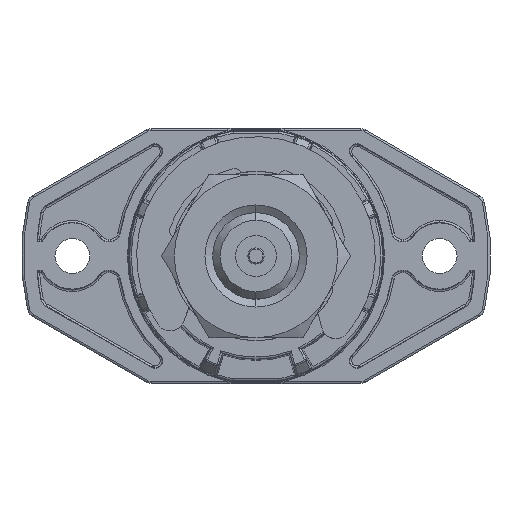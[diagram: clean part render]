
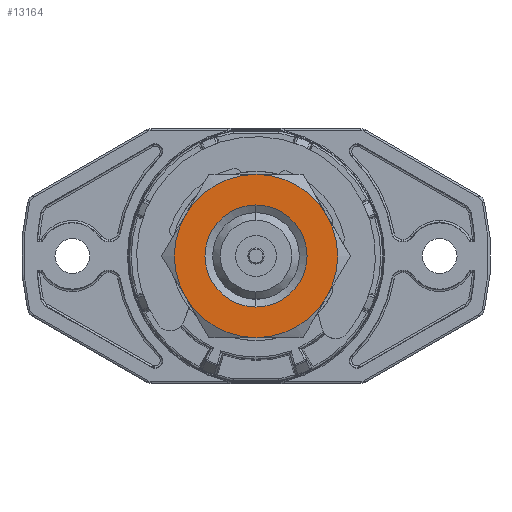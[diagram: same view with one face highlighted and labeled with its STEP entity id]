
A CAD part, front view. The second image highlights one B-rep face of the part: STEP entity #13164.
In plain terms, the highlighted planar face has unit normal (0, -1, 0).
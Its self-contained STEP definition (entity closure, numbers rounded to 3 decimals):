
#1369 = EDGE_CURVE ( 'NONE', #93080, #28283, #7216, .T. ) ;
#2606 = CIRCLE ( 'NONE', #56185, 5. ) ;
#2737 = FACE_OUTER_BOUND ( 'NONE', #92320, .T. ) ;
#3885 = AXIS2_PLACEMENT_3D ( 'NONE', #97590, #96063, #42069 ) ;
#7146 = AXIS2_PLACEMENT_3D ( 'NONE', #85202, #13408, #47967 ) ;
#7216 = CIRCLE ( 'NONE', #7146, 8. ) ;
#8117 = DIRECTION ( 'NONE',  ( 0., 0., 1. ) ) ;
#8664 = ORIENTED_EDGE ( 'NONE', *, *, #28104, .T. ) ;
#9699 = DIRECTION ( 'NONE',  ( 0., 1., 0. ) ) ;
#13164 = ADVANCED_FACE ( 'NONE', ( #76606, #2737 ), #50414, .T. ) ;
#13408 = DIRECTION ( 'NONE',  ( 0., 1., 0. ) ) ;
#17358 = AXIS2_PLACEMENT_3D ( 'NONE', #103433, #31649, #95049 ) ;
#18185 = VERTEX_POINT ( 'NONE', #67696 ) ;
#19998 = ORIENTED_EDGE ( 'NONE', *, *, #37906, .F. ) ;
#20470 = DIRECTION ( 'NONE',  ( 0., 0., 1. ) ) ;
#21475 = EDGE_CURVE ( 'NONE', #50776, #54582, #76170, .T. ) ;
#23210 = DIRECTION ( 'NONE',  ( 0., 0., 1. ) ) ;
#25512 = CARTESIAN_POINT ( 'NONE',  ( -6.928, -16., 4. ) ) ;
#26067 = DIRECTION ( 'NONE',  ( 0., 0., 1. ) ) ;
#28104 = EDGE_CURVE ( 'NONE', #85076, #57073, #49357, .T. ) ;
#28283 = VERTEX_POINT ( 'NONE', #75864 ) ;
#31649 = DIRECTION ( 'NONE',  ( 0., 1., 0. ) ) ;
#32598 = CARTESIAN_POINT ( 'NONE',  ( 0., -16., 0. ) ) ;
#34312 = AXIS2_PLACEMENT_3D ( 'NONE', #98219, #9699, #82018 ) ;
#34531 = EDGE_LOOP ( 'NONE', ( #8664, #84145 ) ) ;
#34701 = CARTESIAN_POINT ( 'NONE',  ( -9.238, -16., 0. ) ) ;
#35218 = ORIENTED_EDGE ( 'NONE', *, *, #21475, .F. ) ;
#37316 = CIRCLE ( 'NONE', #3885, 8. ) ;
#37323 = CIRCLE ( 'NONE', #17358, 8. ) ;
#37906 = EDGE_CURVE ( 'NONE', #28283, #18185, #37323, .T. ) ;
#39034 = DIRECTION ( 'NONE',  ( 0., 1., 0. ) ) ;
#40219 = VERTEX_POINT ( 'NONE', #96937 ) ;
#41763 = DIRECTION ( 'NONE',  ( 0., 1., 0. ) ) ;
#42069 = DIRECTION ( 'NONE',  ( 0., 0., -1. ) ) ;
#46404 = EDGE_CURVE ( 'NONE', #40219, #93080, #85940, .T. ) ;
#46894 = CARTESIAN_POINT ( 'NONE',  ( 0., -16., 0. ) ) ;
#47967 = DIRECTION ( 'NONE',  ( 0., 0., 1. ) ) ;
#49102 = CARTESIAN_POINT ( 'NONE',  ( 0., -16., 0. ) ) ;
#49357 = CIRCLE ( 'NONE', #34312, 5. ) ;
#50414 = PLANE ( 'NONE',  #73438 ) ;
#50776 = VERTEX_POINT ( 'NONE', #73929 ) ;
#53655 = EDGE_CURVE ( 'NONE', #57073, #85076, #2606, .T. ) ;
#54582 = VERTEX_POINT ( 'NONE', #25512 ) ;
#56185 = AXIS2_PLACEMENT_3D ( 'NONE', #32598, #62494, #23210 ) ;
#57073 = VERTEX_POINT ( 'NONE', #95312 ) ;
#60289 = DIRECTION ( 'NONE',  ( 0., 1., 0. ) ) ;
#62494 = DIRECTION ( 'NONE',  ( 0., 1., 0. ) ) ;
#66660 = DIRECTION ( 'NONE',  ( 0., -1., 0. ) ) ;
#67182 = AXIS2_PLACEMENT_3D ( 'NONE', #76030, #60289, #20470 ) ;
#67696 = CARTESIAN_POINT ( 'NONE',  ( 0., -16., -8. ) ) ;
#68617 = CARTESIAN_POINT ( 'NONE',  ( 0., -16., -5. ) ) ;
#68974 = EDGE_CURVE ( 'NONE', #54582, #40219, #99016, .T. ) ;
#69393 = CARTESIAN_POINT ( 'NONE',  ( 6.928, -16., 4. ) ) ;
#70699 = EDGE_CURVE ( 'NONE', #18185, #50776, #37316, .T. ) ;
#73438 = AXIS2_PLACEMENT_3D ( 'NONE', #34701, #66660, #102219 ) ;
#73929 = CARTESIAN_POINT ( 'NONE',  ( -6.928, -16., -4. ) ) ;
#75864 = CARTESIAN_POINT ( 'NONE',  ( 6.928, -16., -4. ) ) ;
#76030 = CARTESIAN_POINT ( 'NONE',  ( 0., -16., 0. ) ) ;
#76170 = CIRCLE ( 'NONE', #94535, 8. ) ;
#76606 = FACE_BOUND ( 'NONE', #34531, .T. ) ;
#79618 = ORIENTED_EDGE ( 'NONE', *, *, #1369, .F. ) ;
#82018 = DIRECTION ( 'NONE',  ( 0., 0., 1. ) ) ;
#83737 = ORIENTED_EDGE ( 'NONE', *, *, #46404, .F. ) ;
#83945 = ORIENTED_EDGE ( 'NONE', *, *, #70699, .F. ) ;
#84145 = ORIENTED_EDGE ( 'NONE', *, *, #53655, .T. ) ;
#85076 = VERTEX_POINT ( 'NONE', #68617 ) ;
#85147 = ORIENTED_EDGE ( 'NONE', *, *, #68974, .F. ) ;
#85202 = CARTESIAN_POINT ( 'NONE',  ( 0., -16., 0. ) ) ;
#85940 = CIRCLE ( 'NONE', #89220, 8. ) ;
#89220 = AXIS2_PLACEMENT_3D ( 'NONE', #46894, #39034, #8117 ) ;
#92320 = EDGE_LOOP ( 'NONE', ( #83737, #85147, #35218, #83945, #19998, #79618 ) ) ;
#93080 = VERTEX_POINT ( 'NONE', #69393 ) ;
#94535 = AXIS2_PLACEMENT_3D ( 'NONE', #49102, #41763, #26067 ) ;
#95049 = DIRECTION ( 'NONE',  ( 0., 0., 1. ) ) ;
#95312 = CARTESIAN_POINT ( 'NONE',  ( 0., -16., 5. ) ) ;
#96063 = DIRECTION ( 'NONE',  ( 0., 1., 0. ) ) ;
#96937 = CARTESIAN_POINT ( 'NONE',  ( 0., -16., 8. ) ) ;
#97590 = CARTESIAN_POINT ( 'NONE',  ( 0., -16., 0. ) ) ;
#98219 = CARTESIAN_POINT ( 'NONE',  ( 0., -16., 0. ) ) ;
#99016 = CIRCLE ( 'NONE', #67182, 8. ) ;
#102219 = DIRECTION ( 'NONE',  ( 0., 0., 1. ) ) ;
#103433 = CARTESIAN_POINT ( 'NONE',  ( 0., -16., 0. ) ) ;
